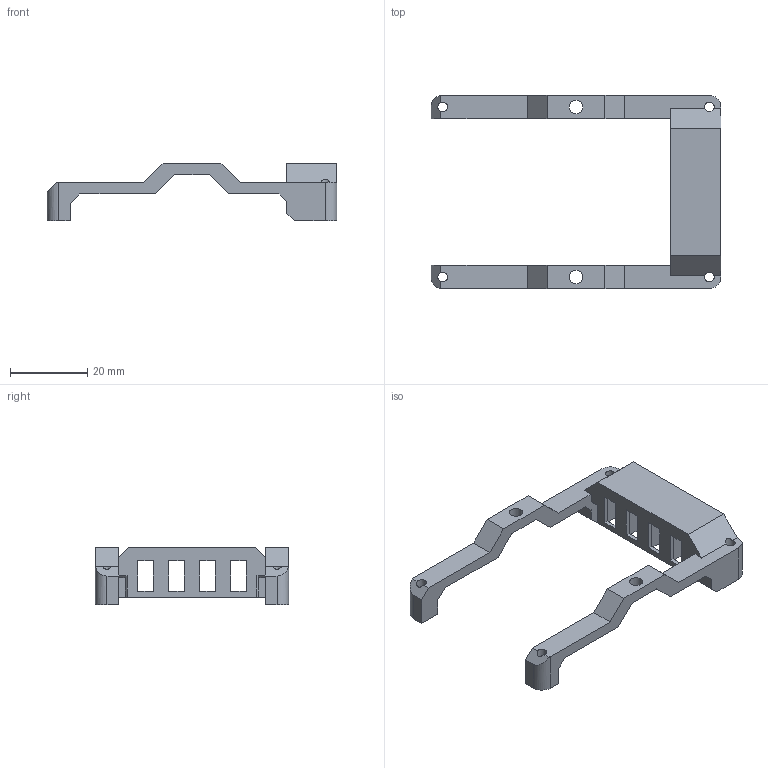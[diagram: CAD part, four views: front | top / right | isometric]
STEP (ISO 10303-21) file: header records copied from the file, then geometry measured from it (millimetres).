
FILE_DESCRIPTION(/* description */ (''),/* implementation_level */ '2;1');
FILE_NAME(/* name */ 'board_hold_flame_with_xt v12.step',/* time_stamp */ '2024-05-31T00:30:54+09:00',/* author */ (''),/* organization */ (''),/* preprocessor_version */ 'ST-DEVELOPER v20',/* originating_system */ 'Autodesk Translation Framework v13.14.0.145',/* authorisation */ '');
FILE_SCHEMA (('AUTOMOTIVE_DESIGN { 1 0 10303 214 3 1 1 }'));
Length unit declared in the file: millimetre
Products named in the file (1): board_hold_flame_with_xt
Bounding box: 75 x 50 x 15 mm (x, y, z)
Volume: 6830.8 mm3; surface area: 6341.6 mm2
Topology: 1 solids, 1 shells, 107 faces, 321 edges, 212 vertices
Faces by surface type: plane 93, cylinder 10, cone 4
Full cylindrical faces by diameter (mm): 2.5 x4, 3.5 x2
Entity records: 3634 total; most frequent: ORIENTED_EDGE 642, CARTESIAN_POINT 641, DIRECTION 571, EDGE_CURVE 321, LINE 287, VECTOR 287, VERTEX_POINT 212, AXIS2_PLACEMENT_3D 142
